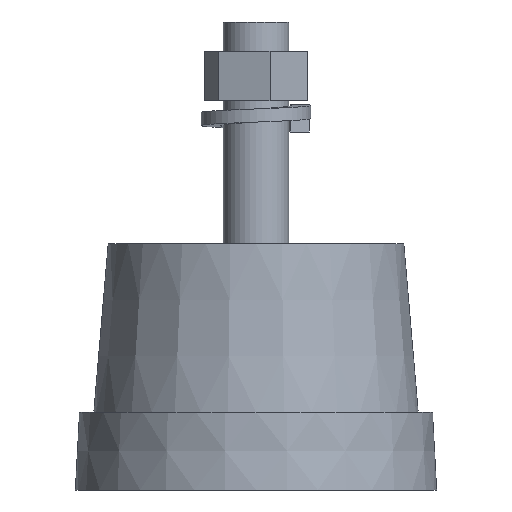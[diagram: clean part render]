
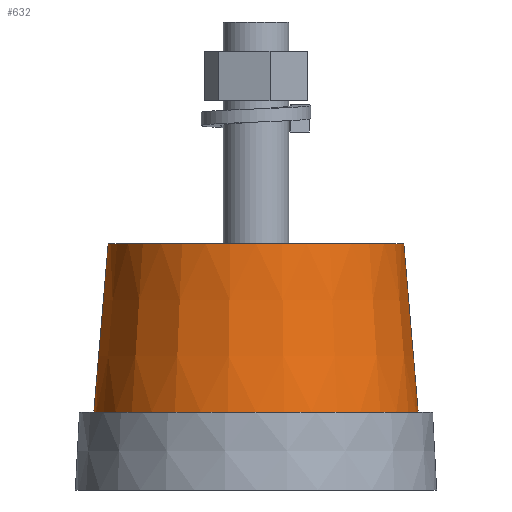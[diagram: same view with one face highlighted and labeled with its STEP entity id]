
A CAD part, front view. The second image highlights one B-rep face of the part: STEP entity #632.
In plain terms, the highlighted conical face has half-angle 4.879 degrees and reference radius 19.75 mm.
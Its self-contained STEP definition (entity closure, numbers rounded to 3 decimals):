
#93=CONICAL_SURFACE('',#716,19.75,4.879);
#151=FACE_BOUND('',#267,.T.);
#189=FACE_OUTER_BOUND('',#266,.T.);
#266=EDGE_LOOP('',(#510));
#267=EDGE_LOOP('',(#511));
#308=CIRCLE('',#681,18.);
#326=CIRCLE('',#717,19.75);
#344=VERTEX_POINT('',#992);
#362=VERTEX_POINT('',#1046);
#400=EDGE_CURVE('',#344,#344,#308,.T.);
#418=EDGE_CURVE('',#362,#362,#326,.T.);
#510=ORIENTED_EDGE('',*,*,#400,.T.);
#511=ORIENTED_EDGE('',*,*,#418,.F.);
#632=ADVANCED_FACE('',(#189,#151),#93,.T.);
#681=AXIS2_PLACEMENT_3D('',#993,#797,#798);
#716=AXIS2_PLACEMENT_3D('',#1045,#867,#868);
#717=AXIS2_PLACEMENT_3D('',#1047,#869,#870);
#797=DIRECTION('center_axis',(0.,0.,-1.));
#798=DIRECTION('ref_axis',(-1.,0.,0.));
#867=DIRECTION('center_axis',(0.,0.,-1.));
#868=DIRECTION('ref_axis',(-1.,0.,0.));
#869=DIRECTION('center_axis',(0.,0.,-1.));
#870=DIRECTION('ref_axis',(-1.,0.,0.));
#992=CARTESIAN_POINT('',(-18.,0.,30.));
#993=CARTESIAN_POINT('Origin',(0.,0.,30.));
#1045=CARTESIAN_POINT('Origin',(0.,0.,9.5));
#1046=CARTESIAN_POINT('',(-19.75,0.,9.5));
#1047=CARTESIAN_POINT('Origin',(0.,0.,9.5));
